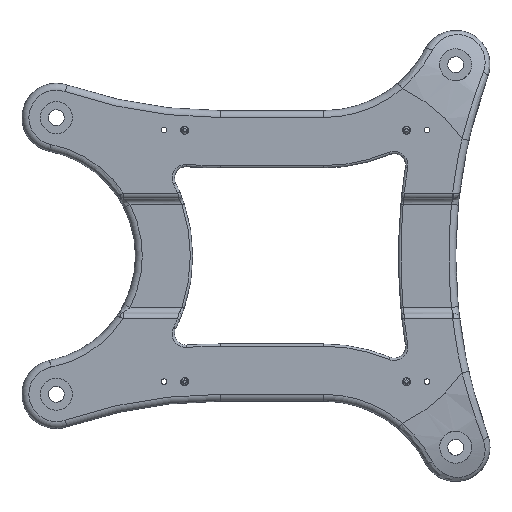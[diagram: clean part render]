
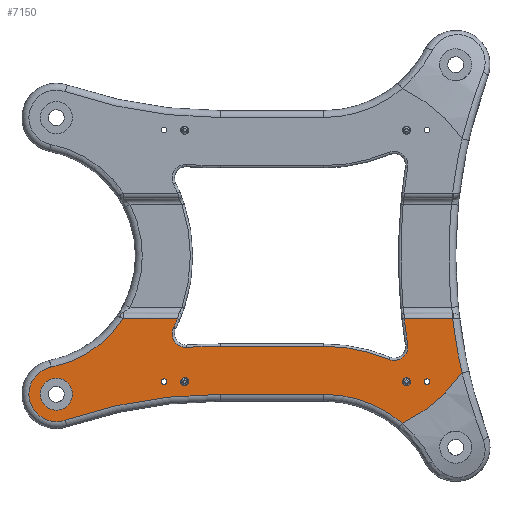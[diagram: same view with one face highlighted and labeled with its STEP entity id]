
A CAD part, top view. The second image highlights one B-rep face of the part: STEP entity #7150.
In plain terms, the highlighted face is planar.
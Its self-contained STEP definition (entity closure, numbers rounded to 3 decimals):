
#328=FACE_BOUND('',#2025,.T.);
#329=FACE_BOUND('',#2026,.T.);
#330=FACE_BOUND('',#2027,.T.);
#331=FACE_BOUND('',#2028,.T.);
#332=FACE_BOUND('',#2029,.T.);
#520=PLANE('',#7614);
#622=LINE('',#9518,#1045);
#642=LINE('',#10104,#1065);
#643=LINE('',#10173,#1066);
#644=LINE('',#10181,#1067);
#1045=VECTOR('',#7961,10.);
#1065=VECTOR('',#8099,10.);
#1066=VECTOR('',#8104,10.);
#1067=VECTOR('',#8111,10.);
#1601=FACE_OUTER_BOUND('',#2024,.T.);
#2024=EDGE_LOOP('',(#4918,#4919,#4920,#4921,#4922,#4923,#4924,#4925,#4926,
#4927,#4928,#4929,#4930,#4931,#4932,#4933));
#2025=EDGE_LOOP('',(#4934));
#2026=EDGE_LOOP('',(#4935));
#2027=EDGE_LOOP('',(#4936));
#2028=EDGE_LOOP('',(#4937));
#2029=EDGE_LOOP('',(#4938));
#2677=CIRCLE('',#7543,49.637);
#2679=CIRCLE('',#7546,12.);
#2682=CIRCLE('',#7550,209.08);
#2686=CIRCLE('',#7556,53.);
#2691=CIRCLE('',#7562,228.465);
#2724=CIRCLE('',#7613,68.529);
#2725=CIRCLE('',#7615,249.465);
#2726=CIRCLE('',#7616,6.);
#2727=CIRCLE('',#7617,74.);
#2728=CIRCLE('',#7618,230.08);
#2729=CIRCLE('',#7619,6.);
#2730=CIRCLE('',#7620,70.637);
#2731=CIRCLE('',#7621,1.75);
#2732=CIRCLE('',#7622,1.25);
#2733=CIRCLE('',#7623,1.25);
#2734=CIRCLE('',#7624,7.);
#2735=CIRCLE('',#7625,1.75);
#2852=VERTEX_POINT('',#9124);
#2868=VERTEX_POINT('',#9412);
#2873=VERTEX_POINT('',#9499);
#2875=VERTEX_POINT('',#9504);
#2877=VERTEX_POINT('',#9510);
#2879=VERTEX_POINT('',#9516);
#2881=VERTEX_POINT('',#9522);
#2887=VERTEX_POINT('',#9663);
#2926=VERTEX_POINT('',#10103);
#2929=VERTEX_POINT('',#10172);
#2930=VERTEX_POINT('',#10174);
#2931=VERTEX_POINT('',#10176);
#2932=VERTEX_POINT('',#10178);
#2933=VERTEX_POINT('',#10180);
#2934=VERTEX_POINT('',#10182);
#2935=VERTEX_POINT('',#10184);
#2936=VERTEX_POINT('',#10187);
#2937=VERTEX_POINT('',#10189);
#2938=VERTEX_POINT('',#10191);
#2939=VERTEX_POINT('',#10193);
#2940=VERTEX_POINT('',#10195);
#3621=EDGE_CURVE('',#2873,#2852,#2677,.T.);
#3623=EDGE_CURVE('',#2875,#2873,#2679,.T.);
#3626=EDGE_CURVE('',#2877,#2875,#2682,.T.);
#3629=EDGE_CURVE('',#2879,#2877,#622,.T.);
#3632=EDGE_CURVE('',#2881,#2879,#2686,.T.);
#3643=EDGE_CURVE('',#2868,#2887,#2691,.T.);
#3710=EDGE_CURVE('',#2852,#2926,#642,.T.);
#3712=EDGE_CURVE('',#2887,#2881,#2724,.T.);
#3715=EDGE_CURVE('',#2929,#2868,#643,.T.);
#3716=EDGE_CURVE('',#2930,#2929,#2725,.T.);
#3717=EDGE_CURVE('',#2931,#2930,#2726,.T.);
#3718=EDGE_CURVE('',#2932,#2931,#2727,.T.);
#3719=EDGE_CURVE('',#2933,#2932,#644,.T.);
#3720=EDGE_CURVE('',#2934,#2933,#2728,.T.);
#3721=EDGE_CURVE('',#2935,#2934,#2729,.T.);
#3722=EDGE_CURVE('',#2926,#2935,#2730,.T.);
#3723=EDGE_CURVE('',#2936,#2936,#2731,.T.);
#3724=EDGE_CURVE('',#2937,#2937,#2732,.T.);
#3725=EDGE_CURVE('',#2938,#2938,#2733,.T.);
#3726=EDGE_CURVE('',#2939,#2939,#2734,.T.);
#3727=EDGE_CURVE('',#2940,#2940,#2735,.T.);
#4918=ORIENTED_EDGE('',*,*,#3621,.F.);
#4919=ORIENTED_EDGE('',*,*,#3623,.F.);
#4920=ORIENTED_EDGE('',*,*,#3626,.F.);
#4921=ORIENTED_EDGE('',*,*,#3629,.F.);
#4922=ORIENTED_EDGE('',*,*,#3632,.F.);
#4923=ORIENTED_EDGE('',*,*,#3712,.F.);
#4924=ORIENTED_EDGE('',*,*,#3643,.F.);
#4925=ORIENTED_EDGE('',*,*,#3715,.F.);
#4926=ORIENTED_EDGE('',*,*,#3716,.F.);
#4927=ORIENTED_EDGE('',*,*,#3717,.F.);
#4928=ORIENTED_EDGE('',*,*,#3718,.F.);
#4929=ORIENTED_EDGE('',*,*,#3719,.F.);
#4930=ORIENTED_EDGE('',*,*,#3720,.F.);
#4931=ORIENTED_EDGE('',*,*,#3721,.F.);
#4932=ORIENTED_EDGE('',*,*,#3722,.F.);
#4933=ORIENTED_EDGE('',*,*,#3710,.F.);
#4934=ORIENTED_EDGE('',*,*,#3723,.F.);
#4935=ORIENTED_EDGE('',*,*,#3724,.T.);
#4936=ORIENTED_EDGE('',*,*,#3725,.T.);
#4937=ORIENTED_EDGE('',*,*,#3726,.T.);
#4938=ORIENTED_EDGE('',*,*,#3727,.F.);
#7150=ADVANCED_FACE('',(#1601,#328,#329,#330,#331,#332),#520,.T.);
#7543=AXIS2_PLACEMENT_3D('',#9501,#7939,#7940);
#7546=AXIS2_PLACEMENT_3D('',#9506,#7945,#7946);
#7550=AXIS2_PLACEMENT_3D('',#9512,#7953,#7954);
#7556=AXIS2_PLACEMENT_3D('',#9524,#7967,#7968);
#7562=AXIS2_PLACEMENT_3D('',#9676,#7979,#7980);
#7613=AXIS2_PLACEMENT_3D('',#10120,#8100,#8101);
#7614=AXIS2_PLACEMENT_3D('',#10171,#8102,#8103);
#7615=AXIS2_PLACEMENT_3D('',#10175,#8105,#8106);
#7616=AXIS2_PLACEMENT_3D('',#10177,#8107,#8108);
#7617=AXIS2_PLACEMENT_3D('',#10179,#8109,#8110);
#7618=AXIS2_PLACEMENT_3D('',#10183,#8112,#8113);
#7619=AXIS2_PLACEMENT_3D('',#10185,#8114,#8115);
#7620=AXIS2_PLACEMENT_3D('',#10186,#8116,#8117);
#7621=AXIS2_PLACEMENT_3D('',#10188,#8118,#8119);
#7622=AXIS2_PLACEMENT_3D('',#10190,#8120,#8121);
#7623=AXIS2_PLACEMENT_3D('',#10192,#8122,#8123);
#7624=AXIS2_PLACEMENT_3D('',#10194,#8124,#8125);
#7625=AXIS2_PLACEMENT_3D('',#10196,#8126,#8127);
#7939=DIRECTION('center_axis',(1.,0.,0.));
#7940=DIRECTION('ref_axis',(0.,0.843,0.538));
#7945=DIRECTION('center_axis',(-1.,0.,0.));
#7946=DIRECTION('ref_axis',(0.,0.26,-0.966));
#7953=DIRECTION('center_axis',(1.,0.,0.));
#7954=DIRECTION('ref_axis',(0.,-0.986,-0.164));
#7961=DIRECTION('',(0.,0.,-1.));
#7967=DIRECTION('center_axis',(1.,0.,0.));
#7968=DIRECTION('ref_axis',(0.,-0.943,0.333));
#7979=DIRECTION('center_axis',(1.,0.,0.));
#7980=DIRECTION('ref_axis',(0.,0.167,-0.986));
#8099=DIRECTION('',(0.,0.,1.));
#8100=DIRECTION('center_axis',(-1.,0.,0.));
#8101=DIRECTION('ref_axis',(0.,0.116,0.993));
#8102=DIRECTION('center_axis',(1.,0.,0.));
#8103=DIRECTION('ref_axis',(0.,1.,0.));
#8104=DIRECTION('',(0.,0.,1.));
#8105=DIRECTION('center_axis',(-1.,0.,0.));
#8106=DIRECTION('ref_axis',(0.,0.133,-0.991));
#8107=DIRECTION('center_axis',(1.,0.,0.));
#8108=DIRECTION('ref_axis',(0.,0.787,0.618));
#8109=DIRECTION('center_axis',(-1.,0.,0.));
#8110=DIRECTION('ref_axis',(0.,-0.981,0.196));
#8111=DIRECTION('',(0.,0.,1.));
#8112=DIRECTION('center_axis',(-1.,0.,0.));
#8113=DIRECTION('ref_axis',(0.,-0.999,-0.032));
#8114=DIRECTION('center_axis',(1.,0.,0.));
#8115=DIRECTION('ref_axis',(0.,0.554,-0.832));
#8116=DIRECTION('center_axis',(-1.,0.,0.));
#8117=DIRECTION('ref_axis',(0.,0.414,0.91));
#8118=DIRECTION('center_axis',(1.,0.,0.));
#8119=DIRECTION('ref_axis',(0.,1.,0.));
#8120=DIRECTION('center_axis',(-1.,0.,0.));
#8121=DIRECTION('ref_axis',(0.,1.,0.));
#8122=DIRECTION('center_axis',(-1.,0.,0.));
#8123=DIRECTION('ref_axis',(0.,1.,0.));
#8124=DIRECTION('center_axis',(-1.,0.,0.));
#8125=DIRECTION('ref_axis',(0.,1.,0.));
#8126=DIRECTION('center_axis',(1.,0.,0.));
#8127=DIRECTION('ref_axis',(0.,1.,0.));
#9124=CARTESIAN_POINT('',(81.,306.468,158.665));
#9412=CARTESIAN_POINT('',(81.,306.468,302.64));
#9499=CARTESIAN_POINT('',(81.,327.649,127.036));
#9501=CARTESIAN_POINT('Origin',(81.,278.968,117.342));
#9504=CARTESIAN_POINT('',(81.,350.769,133.271));
#9506=CARTESIAN_POINT('Origin',(81.,339.418,129.379));
#9510=CARTESIAN_POINT('',(81.,339.468,201.08));
#9512=CARTESIAN_POINT('Origin',(81.,548.547,201.08));
#9516=CARTESIAN_POINT('',(81.,339.468,246.264));
#9518=CARTESIAN_POINT('',(81.,339.468,208.879));
#9522=CARTESIAN_POINT('',(81.,352.164,280.682));
#9524=CARTESIAN_POINT('Origin',(81.,392.468,246.264));
#9663=CARTESIAN_POINT('',(81.,330.126,306.78));
#9676=CARTESIAN_POINT('Origin',(81.,278.968,529.444));
#10103=CARTESIAN_POINT('',(81.,306.468,182.406));
#10104=CARTESIAN_POINT('',(81.,306.468,167.922));
#10120=CARTESIAN_POINT('Origin',(81.,290.439,250.913));
#10171=CARTESIAN_POINT('Origin',(81.,278.968,216.679));
#10172=CARTESIAN_POINT('',(81.,306.468,281.499));
#10173=CARTESIAN_POINT('',(81.,306.468,167.922));
#10174=CARTESIAN_POINT('',(81.,317.708,283.005));
#10175=CARTESIAN_POINT('Origin',(81.,278.968,529.444));
#10176=CARTESIAN_POINT('',(81.,324.177,274.767));
#10177=CARTESIAN_POINT('Origin',(81.,318.64,277.078));
#10178=CARTESIAN_POINT('',(81.,318.468,246.264));
#10179=CARTESIAN_POINT('Origin',(81.,392.468,246.264));
#10180=CARTESIAN_POINT('',(81.,318.468,201.08));
#10181=CARTESIAN_POINT('',(81.,318.468,231.472));
#10182=CARTESIAN_POINT('',(81.,318.935,186.416));
#10183=CARTESIAN_POINT('Origin',(81.,548.547,201.08));
#10184=CARTESIAN_POINT('',(81.,310.287,180.656));
#10185=CARTESIAN_POINT('Origin',(81.,312.948,186.034));
#10186=CARTESIAN_POINT('Origin',(81.,278.968,117.342));
#10187=CARTESIAN_POINT('',(81.,333.968,183.729));
#10188=CARTESIAN_POINT('Origin',(81.,333.968,185.479));
#10189=CARTESIAN_POINT('',(81.,332.718,176.479));
#10190=CARTESIAN_POINT('Origin',(81.,333.968,176.479));
#10191=CARTESIAN_POINT('',(81.,332.718,291.479));
#10192=CARTESIAN_POINT('Origin',(81.,333.968,291.479));
#10193=CARTESIAN_POINT('',(81.,332.418,129.379));
#10194=CARTESIAN_POINT('Origin',(81.,339.418,129.379));
#10195=CARTESIAN_POINT('',(81.,333.968,280.729));
#10196=CARTESIAN_POINT('Origin',(81.,333.968,282.479));
